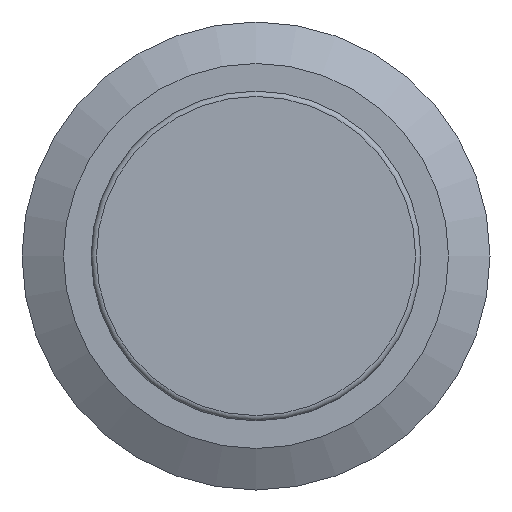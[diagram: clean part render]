
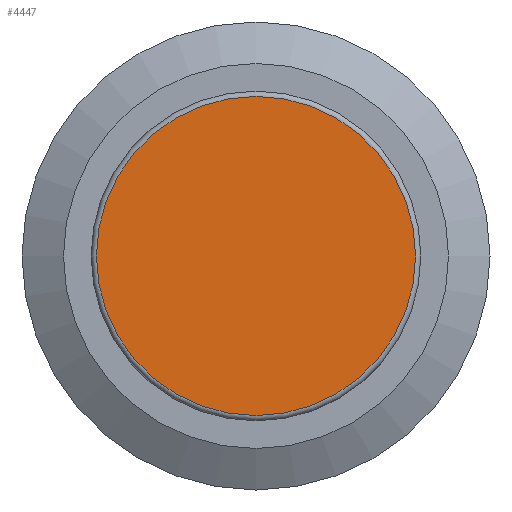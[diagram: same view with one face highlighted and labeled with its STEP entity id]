
A CAD part, left-side view. The second image highlights one B-rep face of the part: STEP entity #4447.
In plain terms, the highlighted planar face has unit normal (-1, 0, 0).
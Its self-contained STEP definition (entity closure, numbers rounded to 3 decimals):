
#154=PLANE('',#4752);
#1299=FACE_OUTER_BOUND('',#1551,.T.);
#1551=EDGE_LOOP('',(#3096));
#1833=CIRCLE('',#4749,7.5);
#1960=VERTEX_POINT('',#6295);
#2406=EDGE_CURVE('',#1960,#1960,#1833,.T.);
#3096=ORIENTED_EDGE('',*,*,#2406,.F.);
#4447=ADVANCED_FACE('',(#1299),#154,.F.);
#4749=AXIS2_PLACEMENT_3D('',#6297,#5155,#5156);
#4752=AXIS2_PLACEMENT_3D('',#6302,#5162,#5163);
#5155=DIRECTION('center_axis',(1.,0.,0.));
#5156=DIRECTION('ref_axis',(0.,0.,1.));
#5162=DIRECTION('center_axis',(1.,0.,0.));
#5163=DIRECTION('ref_axis',(0.,0.,1.));
#6295=CARTESIAN_POINT('',(-3.8,0.,-7.5));
#6297=CARTESIAN_POINT('Origin',(-3.8,0.,0.));
#6302=CARTESIAN_POINT('Origin',(-3.8,0.,0.));
